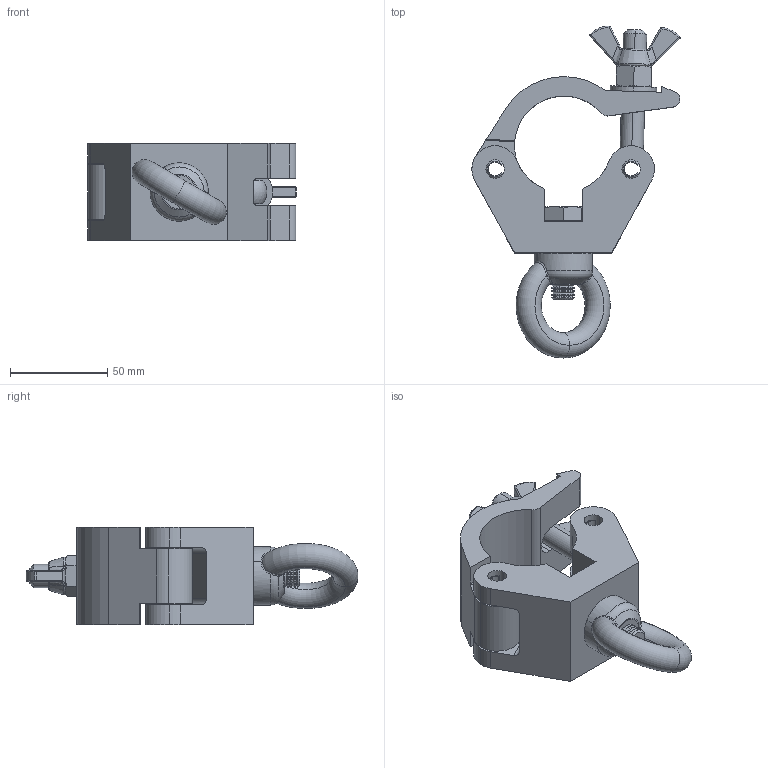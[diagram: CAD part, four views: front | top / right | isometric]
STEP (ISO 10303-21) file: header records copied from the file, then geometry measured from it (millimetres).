
FILE_DESCRIPTION (( 'STEP AP203' ), '1' );
FILE_NAME ('T57205 & T57206.STEP', '2018-03-20T16:05:58', ( '' ), ( '' ), 'SwSTEP 2.0', 'SolidWorks 2016', '' );
FILE_SCHEMA (( 'CONFIG_CONTROL_DESIGN' ));
Length unit declared in the file: millimetre
Products named in the file (13): Hex Nut Style 1 GradeAB_Doughty Fastners_Hexagon Nut ISO - 4032 - M12 - D - S; F883_DIN 315-M12-GT-C-N; T42300_T42302; T78000; TH2000_TH2000 - 50MM WIDE; Hex Bolt_ISO 4016 - M12 x 40 x 40-WS; F790; TH156_TH156; T57205 & T57206; TH2001_TH2001 - 50MM WIDE; TH157_TH157; TH566; A Washer_Bright washer BS 4320 - M12 (Form A)
Assembly tree (13 placements, depth 3):
  T57205 & T57206
    TH156_TH156
      TH2000_TH2000 - 50MM WIDE
    TH157_TH157
      TH2001_TH2001 - 50MM WIDE
    T78000
      TH566
      A Washer_Bright washer BS 4320 - M12 (Form A)
      Hex Nut Style 1 GradeAB_Doughty Fastners_Hexagon Nut ISO - 4032 - M12 - D - S
      F883_DIN 315-M12-GT-C-N
    F790  x2
    T42300_T42302
    Hex Bolt_ISO 4016 - M12 x 40 x 40-WS
Bounding box: 107.22 x 170.87 x 50 mm (x, y, z)
Volume: 224657.3 mm3; surface area: 62957.9 mm2
Topology: 10 solids, 10 shells, 460 faces, 1119 edges, 669 vertices
Faces by surface type: cone 162, cylinder 144, plane 77, bspline 48, torus 18, sphere 11
Entity records: 15785 total; most frequent: CARTESIAN_POINT 4071, DIRECTION 2285, ORIENTED_EDGE 2140, EDGE_CURVE 1070, AXIS2_PLACEMENT_3D 949, VERTEX_POINT 643, CIRCLE 534, EDGE_LOOP 467
